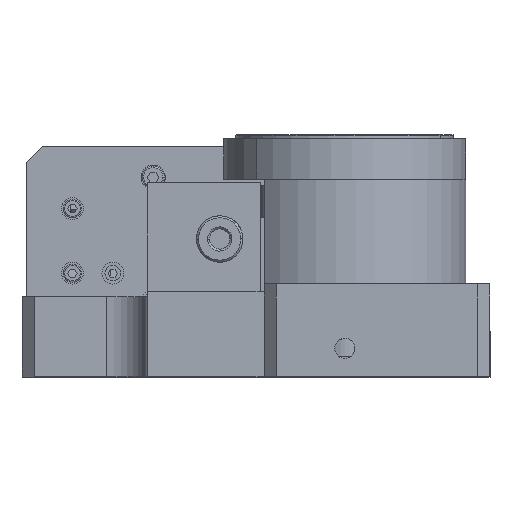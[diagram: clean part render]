
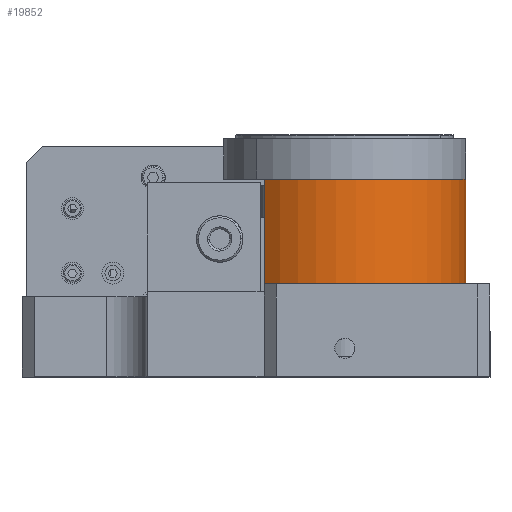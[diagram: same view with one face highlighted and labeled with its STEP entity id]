
A CAD part, top view. The second image highlights one B-rep face of the part: STEP entity #19852.
In plain terms, the highlighted cylindrical face has radius 30 mm (diameter 60 mm), a partial arc.
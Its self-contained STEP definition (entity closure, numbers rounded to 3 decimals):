
#650 = FACE_OUTER_BOUND ( 'NONE', #18121, .T. ) ;
#658 = CYLINDRICAL_SURFACE ( 'NONE', #14042, 30. ) ;
#2643 = CARTESIAN_POINT ( 'NONE',  ( -42.975, 49., 39.5 ) ) ;
#2644 = DIRECTION ( 'NONE',  ( 0., -1., 0. ) ) ;
#2652 = DIRECTION ( 'NONE',  ( 1., 0., 0. ) ) ;
#13488 = ORIENTED_EDGE ( 'NONE', *, *, #15996, .T. ) ;
#13490 = ORIENTED_EDGE ( 'NONE', *, *, #15995, .T. ) ;
#13500 = ORIENTED_EDGE ( 'NONE', *, *, #16003, .F. ) ;
#13508 = ORIENTED_EDGE ( 'NONE', *, *, #16078, .F. ) ;
#13882 = VERTEX_POINT ( 'NONE', #26080 ) ;
#14042 = AXIS2_PLACEMENT_3D ( 'NONE', #2643, #2644, #2652 ) ;
#15317 = DIRECTION ( 'NONE',  ( 0., -1., 0. ) ) ;
#15339 = CARTESIAN_POINT ( 'NONE',  ( -62.975, 49., 61.861 ) ) ;
#15340 = CARTESIAN_POINT ( 'NONE',  ( -42.975, 23., 39.5 ) ) ;
#15341 = DIRECTION ( 'NONE',  ( 0., 1., 0. ) ) ;
#15342 = DIRECTION ( 'NONE',  ( -1., 0., 0. ) ) ;
#15356 = CARTESIAN_POINT ( 'NONE',  ( -12.975, 49., 39.5 ) ) ;
#15357 = DIRECTION ( 'NONE',  ( 0., -1., 0. ) ) ;
#15636 = CARTESIAN_POINT ( 'NONE',  ( -42.975, 49., 39.5 ) ) ;
#15637 = DIRECTION ( 'NONE',  ( 0., 1., 0. ) ) ;
#15638 = DIRECTION ( 'NONE',  ( -1., 0., 0. ) ) ;
#15995 = EDGE_CURVE ( 'NONE', #20663, #20696, #18551, .T. ) ;
#15996 = EDGE_CURVE ( 'NONE', #13882, #20663, #18549, .T. ) ;
#16003 = EDGE_CURVE ( 'NONE', #20702, #20696, #18565, .T. ) ;
#16078 = EDGE_CURVE ( 'NONE', #13882, #20702, #18669, .T. ) ;
#18121 = EDGE_LOOP ( 'NONE', ( #13500, #13508, #13488, #13490 ) ) ;
#18549 = LINE ( 'NONE', #15339, #18555 ) ;
#18551 = CIRCLE ( 'NONE', #23802, 30. ) ;
#18555 = VECTOR ( 'NONE', #15317, 1000. ) ;
#18565 = LINE ( 'NONE', #15356, #18568 ) ;
#18568 = VECTOR ( 'NONE', #15357, 1000. ) ;
#18669 = CIRCLE ( 'NONE', #23828, 30. ) ;
#19852 = ADVANCED_FACE ( 'NONE', ( #650 ), #658, .T. ) ;
#20663 = VERTEX_POINT ( 'NONE', #25058 ) ;
#20696 = VERTEX_POINT ( 'NONE', #25092 ) ;
#20702 = VERTEX_POINT ( 'NONE', #25107 ) ;
#23802 = AXIS2_PLACEMENT_3D ( 'NONE', #15340, #15341, #15342 ) ;
#23828 = AXIS2_PLACEMENT_3D ( 'NONE', #15636, #15637, #15638 ) ;
#25058 = CARTESIAN_POINT ( 'NONE',  ( -62.975, 23., 61.861 ) ) ;
#25092 = CARTESIAN_POINT ( 'NONE',  ( -12.975, 23., 39.5 ) ) ;
#25107 = CARTESIAN_POINT ( 'NONE',  ( -12.975, 49., 39.5 ) ) ;
#26080 = CARTESIAN_POINT ( 'NONE',  ( -62.975, 49., 61.861 ) ) ;
